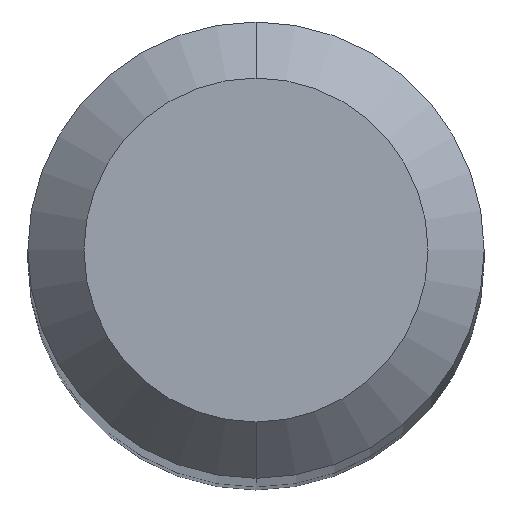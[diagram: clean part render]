
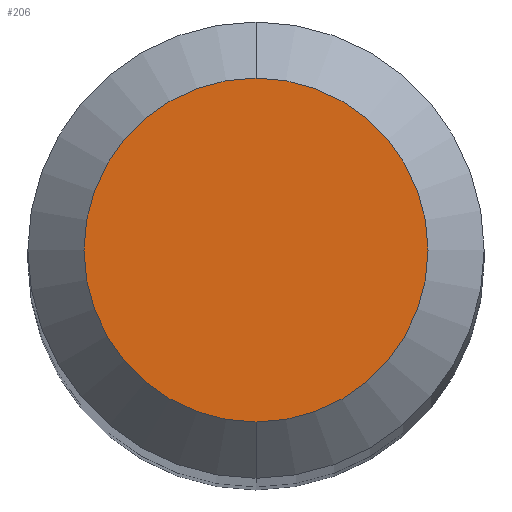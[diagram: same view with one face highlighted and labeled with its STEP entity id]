
A CAD part, top view. The second image highlights one B-rep face of the part: STEP entity #206.
In plain terms, the highlighted planar face has unit normal (0, 0, 1).
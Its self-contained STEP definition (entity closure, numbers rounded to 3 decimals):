
#5 = DIRECTION ( 'NONE',  ( 0., 1., 0. ) ) ;
#28 = AXIS2_PLACEMENT_3D ( 'NONE', #218, #77, #5 ) ;
#33 = DIRECTION ( 'NONE',  ( 0., 0., -1. ) ) ;
#35 = EDGE_LOOP ( 'NONE', ( #215, #328 ) ) ;
#51 = DIRECTION ( 'NONE',  ( 0., 1., 0. ) ) ;
#62 = PLANE ( 'NONE',  #230 ) ;
#64 = CARTESIAN_POINT ( 'NONE',  ( 0., 0., 49. ) ) ;
#68 = CARTESIAN_POINT ( 'NONE',  ( 0., -1.225, 49. ) ) ;
#77 = DIRECTION ( 'NONE',  ( 0., 0., -1. ) ) ;
#85 = CIRCLE ( 'NONE', #264, 1.225 ) ;
#96 = CARTESIAN_POINT ( 'NONE',  ( 0., 0., 49. ) ) ;
#124 = CARTESIAN_POINT ( 'NONE',  ( 0., 1.225, 49. ) ) ;
#145 = FACE_OUTER_BOUND ( 'NONE', #35, .T. ) ;
#176 = CIRCLE ( 'NONE', #28, 1.225 ) ;
#192 = DIRECTION ( 'NONE',  ( 0., 1., 0. ) ) ;
#206 = ADVANCED_FACE ( 'NONE', ( #145 ), #62, .F. ) ;
#215 = ORIENTED_EDGE ( 'NONE', *, *, #306, .F. ) ;
#218 = CARTESIAN_POINT ( 'NONE',  ( 0., 0., 49. ) ) ;
#230 = AXIS2_PLACEMENT_3D ( 'NONE', #96, #268, #192 ) ;
#233 = EDGE_CURVE ( 'NONE', #307, #299, #85, .T. ) ;
#264 = AXIS2_PLACEMENT_3D ( 'NONE', #64, #33, #51 ) ;
#268 = DIRECTION ( 'NONE',  ( 0., 0., -1. ) ) ;
#299 = VERTEX_POINT ( 'NONE', #124 ) ;
#306 = EDGE_CURVE ( 'NONE', #299, #307, #176, .T. ) ;
#307 = VERTEX_POINT ( 'NONE', #68 ) ;
#328 = ORIENTED_EDGE ( 'NONE', *, *, #233, .F. ) ;
